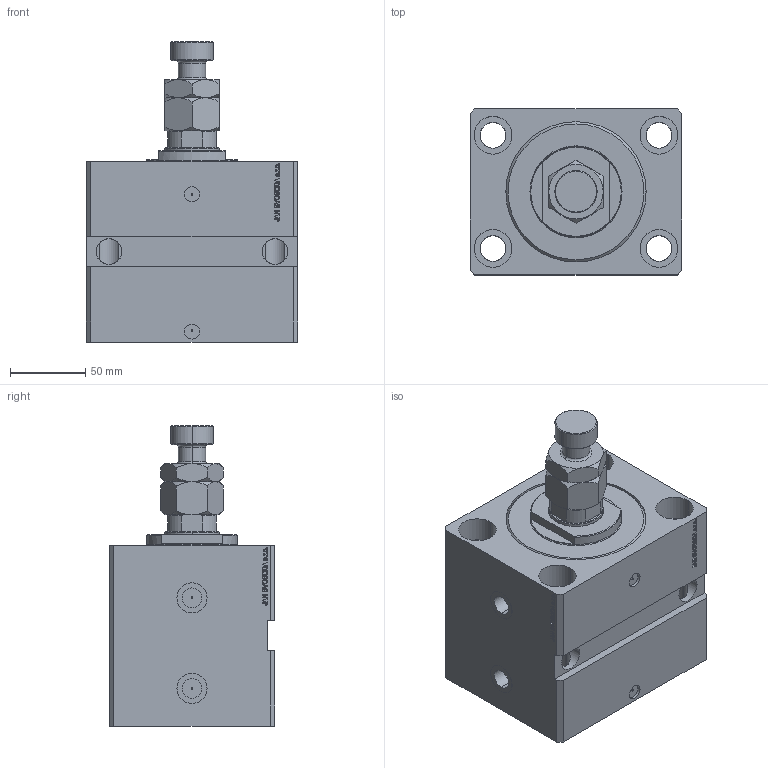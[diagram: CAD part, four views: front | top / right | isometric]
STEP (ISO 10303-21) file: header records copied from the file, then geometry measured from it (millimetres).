
FILE_DESCRIPTION (( 'STEP AP203' ), '1' );
FILE_NAME ('c2b3.STEP', '2023-10-07T20:54:36', ( '' ), ( '' ), 'SwSTEP 2.0', 'SolidWorks 2019', '' );
FILE_SCHEMA (( 'CONFIG_CONTROL_DESIGN' ));
Length unit declared in the file: millimetre
Products named in the file (5): MFA 784dc6add25446103970b8a7caf89240; V250CE_VC_E 784dc6add25446103970b8a7caf89240; V250CE_C_VCP 784dc6add25446103970b8a7caf89240; c2b3; V250CE_E_Body 784dc6add25446103970b8a7caf89240
Assembly tree (4 placements, depth 2):
  c2b3
    V250CE_E_Body 784dc6add25446103970b8a7caf89240
    V250CE_C_VCP 784dc6add25446103970b8a7caf89240
    V250CE_VC_E 784dc6add25446103970b8a7caf89240
    MFA 784dc6add25446103970b8a7caf89240
Bounding box: 140 x 110 x 199 mm (x, y, z)
Volume: 1626156.9 mm3; surface area: 214802.9 mm2
Topology: 4 solids, 4 shells, 994 faces, 2532 edges, 1654 vertices
Faces by surface type: plane 488, bspline 368, cylinder 88, cone 40, torus 10
Entity records: 47775 total; most frequent: CARTESIAN_POINT 25749, ORIENTED_EDGE 5060, DIRECTION 3172, EDGE_CURVE 2530, VERTEX_POINT 1654, LINE 1510, VECTOR 1510, EDGE_LOOP 1128
